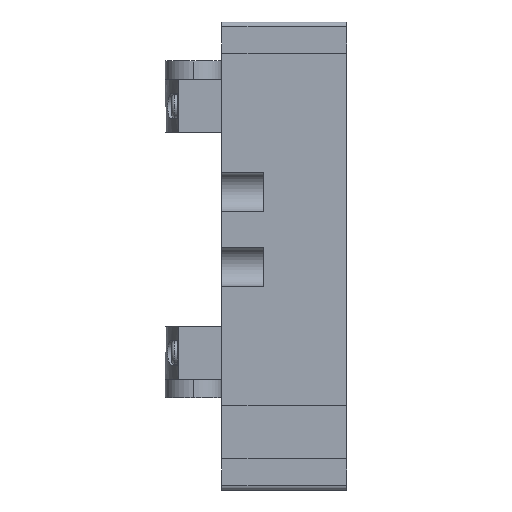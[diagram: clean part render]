
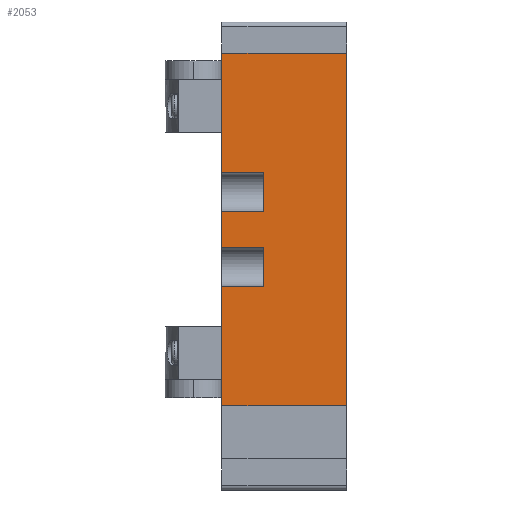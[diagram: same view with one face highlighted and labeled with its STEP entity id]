
A CAD part, left-side view. The second image highlights one B-rep face of the part: STEP entity #2053.
In plain terms, the highlighted planar face has unit normal (-1, 0, 0).
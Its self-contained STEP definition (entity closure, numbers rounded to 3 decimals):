
#79 = CARTESIAN_POINT ( 'NONE',  ( -25., -20., -56.5 ) ) ;
#87 = CARTESIAN_POINT ( 'NONE',  ( -25., 20., -56.5 ) ) ;
#587 = AXIS2_PLACEMENT_3D ( 'NONE', #7002, #7003, #7004 ) ;
#1584 = CARTESIAN_POINT ( 'NONE',  ( -25., 20., -18.3 ) ) ;
#1710 = CARTESIAN_POINT ( 'NONE',  ( -25., 20., 5.7 ) ) ;
#1711 = CARTESIAN_POINT ( 'NONE',  ( -25., 20., 18.3 ) ) ;
#1712 = CARTESIAN_POINT ( 'NONE',  ( -25., 6.5, 18.3 ) ) ;
#1715 = CARTESIAN_POINT ( 'NONE',  ( -25., 6.5, 5.7 ) ) ;
#2053 = ADVANCED_FACE ( 'NONE', ( #7747 ), #7001, .F. ) ;
#4069 = CARTESIAN_POINT ( 'NONE',  ( -25., 6.5, -5.7 ) ) ;
#4078 = CARTESIAN_POINT ( 'NONE',  ( -25., 20., 56.5 ) ) ;
#4079 = CARTESIAN_POINT ( 'NONE',  ( -25., 20., -5.7 ) ) ;
#4080 = CARTESIAN_POINT ( 'NONE',  ( -25., 6.5, -18.3 ) ) ;
#4091 = CARTESIAN_POINT ( 'NONE',  ( -25., -20., 56.5 ) ) ;
#4274 = VERTEX_POINT ( 'NONE', #79 ) ;
#4282 = VERTEX_POINT ( 'NONE', #87 ) ;
#4510 = EDGE_CURVE ( 'NONE', #7896, #7891, #6470, .T. ) ;
#4511 = EDGE_CURVE ( 'NONE', #7893, #7896, #6472, .T. ) ;
#4512 = EDGE_CURVE ( 'NONE', #7892, #7893, #6474, .T. ) ;
#4513 = EDGE_CURVE ( 'NONE', #5833, #5846, #6476, .T. ) ;
#4514 = EDGE_CURVE ( 'NONE', #5846, #4274, #6478, .T. ) ;
#4515 = EDGE_CURVE ( 'NONE', #5835, #5854, #6480, .T. ) ;
#4516 = EDGE_CURVE ( 'NONE', #5835, #5824, #6482, .T. ) ;
#4517 = EDGE_CURVE ( 'NONE', #5834, #5824, #6484, .T. ) ;
#4520 = EDGE_CURVE ( 'NONE', #5833, #7892, #6490, .T. ) ;
#4524 = EDGE_CURVE ( 'NONE', #7891, #5834, #10890, .T. ) ;
#4528 = EDGE_CURVE ( 'NONE', #5854, #4282, #10897, .T. ) ;
#4552 = EDGE_CURVE ( 'NONE', #4282, #4274, #10937, .T. ) ;
#5824 = VERTEX_POINT ( 'NONE', #4069 ) ;
#5833 = VERTEX_POINT ( 'NONE', #4078 ) ;
#5834 = VERTEX_POINT ( 'NONE', #4079 ) ;
#5835 = VERTEX_POINT ( 'NONE', #4080 ) ;
#5846 = VERTEX_POINT ( 'NONE', #4091 ) ;
#5854 = VERTEX_POINT ( 'NONE', #1584 ) ;
#6470 = LINE ( 'NONE', #10548, #6471 ) ;
#6471 = VECTOR ( 'NONE', #10549, 1000. ) ;
#6472 = LINE ( 'NONE', #10550, #6473 ) ;
#6473 = VECTOR ( 'NONE', #10551, 1000. ) ;
#6474 = LINE ( 'NONE', #10552, #6475 ) ;
#6475 = VECTOR ( 'NONE', #10553, 1000. ) ;
#6476 = LINE ( 'NONE', #10554, #6477 ) ;
#6477 = VECTOR ( 'NONE', #10555, 1000. ) ;
#6478 = LINE ( 'NONE', #10556, #6479 ) ;
#6479 = VECTOR ( 'NONE', #10557, 1000. ) ;
#6480 = LINE ( 'NONE', #10558, #6481 ) ;
#6481 = VECTOR ( 'NONE', #10559, 1000. ) ;
#6482 = LINE ( 'NONE', #10560, #6483 ) ;
#6483 = VECTOR ( 'NONE', #10561, 1000. ) ;
#6484 = LINE ( 'NONE', #10562, #6485 ) ;
#6485 = VECTOR ( 'NONE', #10563, 1000. ) ;
#6490 = LINE ( 'NONE', #10568, #6491 ) ;
#6491 = VECTOR ( 'NONE', #10569, 1000. ) ;
#7001 = PLANE ( 'NONE',  #587 ) ;
#7002 = CARTESIAN_POINT ( 'NONE',  ( -25., 20., 56.5 ) ) ;
#7003 = DIRECTION ( 'NONE',  ( 1., 0., 0. ) ) ;
#7004 = DIRECTION ( 'NONE',  ( 0., 1., 0. ) ) ;
#7747 = FACE_OUTER_BOUND ( 'NONE', #9234, .T. ) ;
#7891 = VERTEX_POINT ( 'NONE', #1710 ) ;
#7892 = VERTEX_POINT ( 'NONE', #1711 ) ;
#7893 = VERTEX_POINT ( 'NONE', #1712 ) ;
#7896 = VERTEX_POINT ( 'NONE', #1715 ) ;
#8900 = ORIENTED_EDGE ( 'NONE', *, *, #4524, .T. ) ;
#8901 = ORIENTED_EDGE ( 'NONE', *, *, #4517, .T. ) ;
#8902 = ORIENTED_EDGE ( 'NONE', *, *, #4516, .F. ) ;
#8903 = ORIENTED_EDGE ( 'NONE', *, *, #4515, .T. ) ;
#8904 = ORIENTED_EDGE ( 'NONE', *, *, #4528, .T. ) ;
#8905 = ORIENTED_EDGE ( 'NONE', *, *, #4552, .T. ) ;
#8906 = ORIENTED_EDGE ( 'NONE', *, *, #4514, .F. ) ;
#8907 = ORIENTED_EDGE ( 'NONE', *, *, #4513, .F. ) ;
#8908 = ORIENTED_EDGE ( 'NONE', *, *, #4520, .T. ) ;
#8909 = ORIENTED_EDGE ( 'NONE', *, *, #4512, .T. ) ;
#8910 = ORIENTED_EDGE ( 'NONE', *, *, #4511, .T. ) ;
#8911 = ORIENTED_EDGE ( 'NONE', *, *, #4510, .T. ) ;
#9234 = EDGE_LOOP ( 'NONE', ( #8900, #8901, #8902, #8903, #8904, #8905, #8906, #8907, #8908, #8909, #8910, #8911 ) ) ;
#10548 = CARTESIAN_POINT ( 'NONE',  ( -25., 20., 5.7 ) ) ;
#10549 = DIRECTION ( 'NONE',  ( 0., 1., 0. ) ) ;
#10550 = CARTESIAN_POINT ( 'NONE',  ( -25., 6.5, 56.5 ) ) ;
#10551 = DIRECTION ( 'NONE',  ( 0., 0., -1. ) ) ;
#10552 = CARTESIAN_POINT ( 'NONE',  ( -25., 20., 18.3 ) ) ;
#10553 = DIRECTION ( 'NONE',  ( 0., -1., 0. ) ) ;
#10554 = CARTESIAN_POINT ( 'NONE',  ( -25., 20., 56.5 ) ) ;
#10555 = DIRECTION ( 'NONE',  ( 0., -1., 0. ) ) ;
#10556 = CARTESIAN_POINT ( 'NONE',  ( -25., -20., 56.5 ) ) ;
#10557 = DIRECTION ( 'NONE',  ( 0., 0., -1. ) ) ;
#10558 = CARTESIAN_POINT ( 'NONE',  ( -25., 20., -18.3 ) ) ;
#10559 = DIRECTION ( 'NONE',  ( 0., 1., 0. ) ) ;
#10560 = CARTESIAN_POINT ( 'NONE',  ( -25., 6.5, 56.5 ) ) ;
#10561 = DIRECTION ( 'NONE',  ( 0., 0., 1. ) ) ;
#10562 = CARTESIAN_POINT ( 'NONE',  ( -25., 20., -5.7 ) ) ;
#10563 = DIRECTION ( 'NONE',  ( 0., -1., 0. ) ) ;
#10568 = CARTESIAN_POINT ( 'NONE',  ( -25., 20., 56.5 ) ) ;
#10569 = DIRECTION ( 'NONE',  ( 0., 0., -1. ) ) ;
#10577 = CARTESIAN_POINT ( 'NONE',  ( -25., 20., 56.5 ) ) ;
#10578 = DIRECTION ( 'NONE',  ( 0., 0., -1. ) ) ;
#10586 = CARTESIAN_POINT ( 'NONE',  ( -25., 20., 56.5 ) ) ;
#10587 = DIRECTION ( 'NONE',  ( 0., 0., -1. ) ) ;
#10642 = CARTESIAN_POINT ( 'NONE',  ( -25., 20., -56.5 ) ) ;
#10643 = DIRECTION ( 'NONE',  ( 0., -1., 0. ) ) ;
#10890 = LINE ( 'NONE', #10577, #10891 ) ;
#10891 = VECTOR ( 'NONE', #10578, 1000. ) ;
#10897 = LINE ( 'NONE', #10586, #10898 ) ;
#10898 = VECTOR ( 'NONE', #10587, 1000. ) ;
#10937 = LINE ( 'NONE', #10642, #10938 ) ;
#10938 = VECTOR ( 'NONE', #10643, 1000. ) ;
